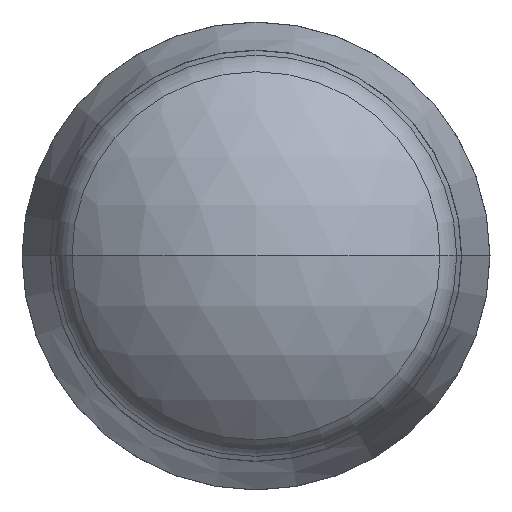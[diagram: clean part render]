
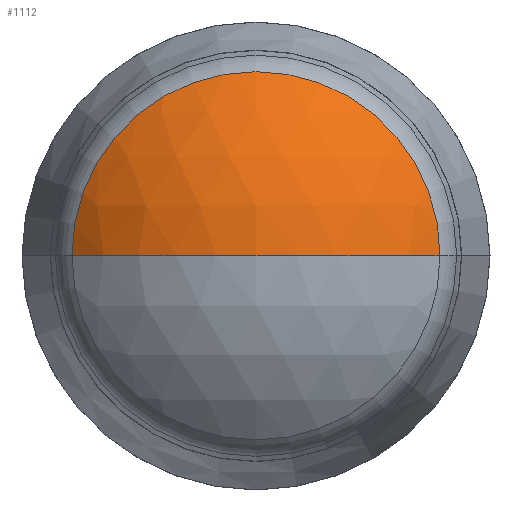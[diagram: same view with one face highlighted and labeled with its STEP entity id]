
A CAD part, top view. The second image highlights one B-rep face of the part: STEP entity #1112.
In plain terms, the highlighted spherical face has radius 115 mm.
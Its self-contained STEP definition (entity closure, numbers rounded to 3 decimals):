
#93 = ORIENTED_EDGE ( 'NONE', *, *, #205, .F. ) ;
#150 = CARTESIAN_POINT ( 'NONE',  ( 0., 0., 265. ) ) ;
#205 = EDGE_CURVE ( 'NONE', #1028, #2366, #273, .T. ) ;
#229 = CARTESIAN_POINT ( 'NONE',  ( 0., 0., 150. ) ) ;
#241 = AXIS2_PLACEMENT_3D ( 'NONE', #712, #1058, #1776 ) ;
#273 = CIRCLE ( 'NONE', #1627, 78.279 ) ;
#365 = VERTEX_POINT ( 'NONE', #150 ) ;
#538 = ORIENTED_EDGE ( 'NONE', *, *, #719, .F. ) ;
#679 = EDGE_LOOP ( 'NONE', ( #538, #2186, #93 ) ) ;
#712 = CARTESIAN_POINT ( 'NONE',  ( 0., 0., 150. ) ) ;
#719 = EDGE_CURVE ( 'NONE', #365, #1028, #856, .T. ) ;
#762 = FACE_OUTER_BOUND ( 'NONE', #679, .T. ) ;
#796 = CARTESIAN_POINT ( 'NONE',  ( -78.279, 0., 234.246 ) ) ;
#856 = CIRCLE ( 'NONE', #241, 115. ) ;
#883 = EDGE_CURVE ( 'NONE', #365, #2366, #1257, .T. ) ;
#1028 = VERTEX_POINT ( 'NONE', #796 ) ;
#1058 = DIRECTION ( 'NONE',  ( 0., -1., 0. ) ) ;
#1095 = DIRECTION ( 'NONE',  ( 0., 1., 0. ) ) ;
#1106 = CARTESIAN_POINT ( 'NONE',  ( 0., 0., 150. ) ) ;
#1112 = ADVANCED_FACE ( 'NONE', ( #762 ), #2260, .T. ) ;
#1142 = AXIS2_PLACEMENT_3D ( 'NONE', #1106, #1095, #1303 ) ;
#1257 = CIRCLE ( 'NONE', #1142, 115. ) ;
#1303 = DIRECTION ( 'NONE',  ( -1., 0., 0. ) ) ;
#1508 = DIRECTION ( 'NONE',  ( 0., 1., 0. ) ) ;
#1592 = AXIS2_PLACEMENT_3D ( 'NONE', #229, #1508, #1860 ) ;
#1627 = AXIS2_PLACEMENT_3D ( 'NONE', #1772, #2125, #1737 ) ;
#1737 = DIRECTION ( 'NONE',  ( -1., 0., 0. ) ) ;
#1772 = CARTESIAN_POINT ( 'NONE',  ( 0., 0., 234.246 ) ) ;
#1776 = DIRECTION ( 'NONE',  ( 0., 0., -1. ) ) ;
#1860 = DIRECTION ( 'NONE',  ( -1., 0., 0. ) ) ;
#1941 = CARTESIAN_POINT ( 'NONE',  ( 78.279, 0., 234.246 ) ) ;
#2125 = DIRECTION ( 'NONE',  ( 0., 0., -1. ) ) ;
#2186 = ORIENTED_EDGE ( 'NONE', *, *, #883, .T. ) ;
#2260 = SPHERICAL_SURFACE ( 'NONE', #1592, 115. ) ;
#2366 = VERTEX_POINT ( 'NONE', #1941 ) ;
